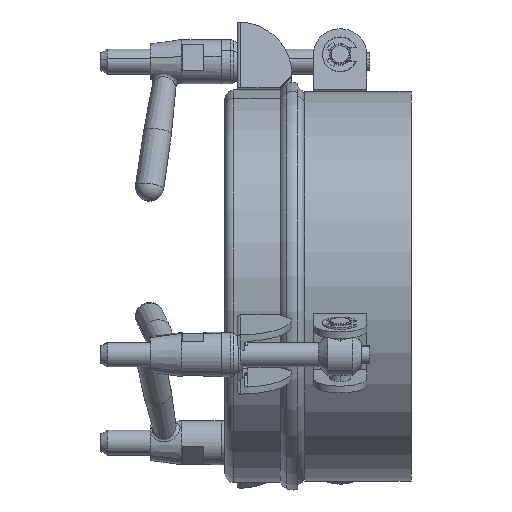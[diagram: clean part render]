
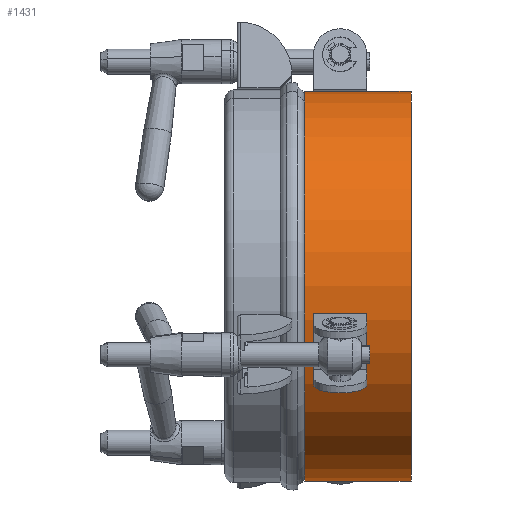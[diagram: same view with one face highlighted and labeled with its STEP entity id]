
A CAD part, left-side view. The second image highlights one B-rep face of the part: STEP entity #1431.
In plain terms, the highlighted cylindrical face has radius 110 mm (diameter 220 mm), a partial arc.
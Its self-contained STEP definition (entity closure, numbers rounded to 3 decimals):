
#1373 = VERTEX_POINT ( 'NONE', #5114 ) ;
#1410 = ORIENTED_EDGE ( 'NONE', *, *, #1411, .F. ) ;
#1411 = EDGE_CURVE ( 'NONE', #1425, #1428, #5174, .T. ) ;
#1422 = VERTEX_POINT ( 'NONE', #4901 ) ;
#1424 = EDGE_CURVE ( 'NONE', #1422, #1425, #4872, .T. ) ;
#1425 = VERTEX_POINT ( 'NONE', #4868 ) ;
#1428 = VERTEX_POINT ( 'NONE', #4862 ) ;
#1430 = EDGE_CURVE ( 'NONE', #1373, #1428, #4861, .T. ) ;
#1431 = ADVANCED_FACE ( 'NONE', ( #4857 ), #4855, .T. ) ;
#1432 = EDGE_LOOP ( 'NONE', ( #1433, #1434, #1436, #1410 ) ) ;
#1433 = ORIENTED_EDGE ( 'NONE', *, *, #1424, .F. ) ;
#1434 = ORIENTED_EDGE ( 'NONE', *, *, #1435, .T. ) ;
#1435 = EDGE_CURVE ( 'NONE', #1422, #1373, #4856, .T. ) ;
#1436 = ORIENTED_EDGE ( 'NONE', *, *, #1430, .T. ) ;
#4847 = DIRECTION ( 'NONE',  ( 0., 0., 1. ) ) ;
#4848 = DIRECTION ( 'NONE',  ( 0., 1., 0. ) ) ;
#4849 = CARTESIAN_POINT ( 'NONE',  ( 4792.026, 1348.137, 0. ) ) ;
#4850 = AXIS2_PLACEMENT_3D ( 'NONE', #4849, #4848, #4847 ) ;
#4851 = DIRECTION ( 'NONE',  ( 0., 0., 1. ) ) ;
#4852 = DIRECTION ( 'NONE',  ( 0., 1., 0. ) ) ;
#4853 = CARTESIAN_POINT ( 'NONE',  ( 4792.026, 1457.645, 0. ) ) ;
#4854 = AXIS2_PLACEMENT_3D ( 'NONE', #4853, #4852, #4851 ) ;
#4855 = CYLINDRICAL_SURFACE ( 'NONE', #4854, 110. ) ;
#4856 = CIRCLE ( 'NONE', #4850, 110. ) ;
#4857 = FACE_OUTER_BOUND ( 'NONE', #1432, .T. ) ;
#4858 = DIRECTION ( 'NONE',  ( 0., 1., 0. ) ) ;
#4859 = VECTOR ( 'NONE', #4858, 1000. ) ;
#4860 = CARTESIAN_POINT ( 'NONE',  ( 4792.026, 1457.645, 110. ) ) ;
#4861 = LINE ( 'NONE', #4860, #4859 ) ;
#4862 = CARTESIAN_POINT ( 'NONE',  ( 4792.026, 1408.137, 110. ) ) ;
#4868 = CARTESIAN_POINT ( 'NONE',  ( 4792.026, 1408.137, -110. ) ) ;
#4869 = DIRECTION ( 'NONE',  ( 0., 1., 0. ) ) ;
#4870 = VECTOR ( 'NONE', #4869, 1000. ) ;
#4871 = CARTESIAN_POINT ( 'NONE',  ( 4792.026, 1457.645, -110. ) ) ;
#4872 = LINE ( 'NONE', #4871, #4870 ) ;
#4901 = CARTESIAN_POINT ( 'NONE',  ( 4792.026, 1348.137, -110. ) ) ;
#5114 = CARTESIAN_POINT ( 'NONE',  ( 4792.026, 1348.137, 110. ) ) ;
#5170 = DIRECTION ( 'NONE',  ( 0., 0., 1. ) ) ;
#5171 = DIRECTION ( 'NONE',  ( 0., 1., 0. ) ) ;
#5172 = CARTESIAN_POINT ( 'NONE',  ( 4792.026, 1408.137, 0. ) ) ;
#5173 = AXIS2_PLACEMENT_3D ( 'NONE', #5172, #5171, #5170 ) ;
#5174 = CIRCLE ( 'NONE', #5173, 110. ) ;
